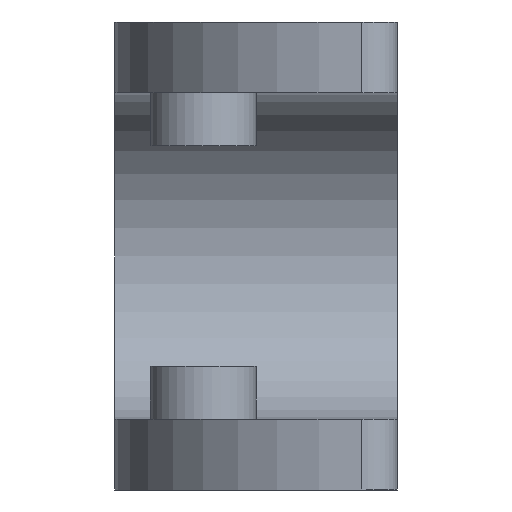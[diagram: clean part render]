
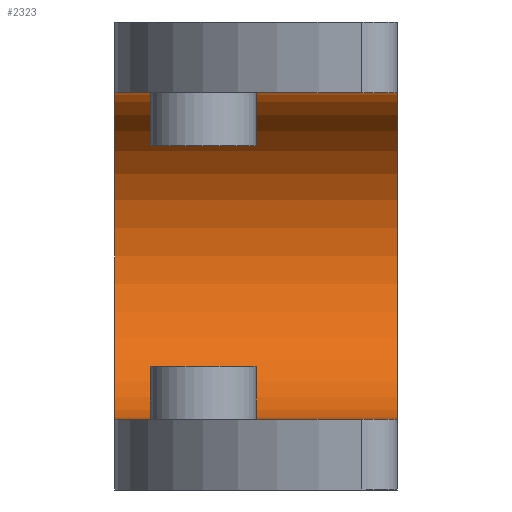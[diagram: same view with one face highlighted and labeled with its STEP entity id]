
A CAD part, front view. The second image highlights one B-rep face of the part: STEP entity #2323.
In plain terms, the highlighted cylindrical face has radius 9.25 mm (diameter 18.5 mm), a partial arc.
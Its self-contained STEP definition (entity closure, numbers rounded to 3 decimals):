
#273=LINE('',#4056,#502);
#281=LINE('',#4143,#510);
#502=VECTOR('',#2860,16.);
#510=VECTOR('',#2894,16.);
#617=CYLINDRICAL_SURFACE('',#2440,9.25);
#741=FACE_OUTER_BOUND('',#886,.T.);
#886=EDGE_LOOP('',(#2087,#2088,#2089,#2090));
#908=CIRCLE('',#2433,9.25);
#912=CIRCLE('',#2441,9.25);
#1119=VERTEX_POINT('',#4053);
#1120=VERTEX_POINT('',#4055);
#1131=VERTEX_POINT('',#4128);
#1134=VERTEX_POINT('',#4141);
#1435=EDGE_CURVE('',#1119,#1120,#273,.T.);
#1450=EDGE_CURVE('',#1119,#1131,#908,.T.);
#1457=EDGE_CURVE('',#1131,#1134,#281,.T.);
#1458=EDGE_CURVE('',#1120,#1134,#912,.T.);
#2087=ORIENTED_EDGE('',*,*,#1450,.T.);
#2088=ORIENTED_EDGE('',*,*,#1457,.T.);
#2089=ORIENTED_EDGE('',*,*,#1458,.F.);
#2090=ORIENTED_EDGE('',*,*,#1435,.F.);
#2323=ADVANCED_FACE('',(#741),#617,.F.);
#2433=AXIS2_PLACEMENT_3D('',#4130,#2877,#2878);
#2440=AXIS2_PLACEMENT_3D('',#4144,#2895,#2896);
#2441=AXIS2_PLACEMENT_3D('',#4145,#2897,#2898);
#2860=DIRECTION('',(1.,0.,0.));
#2877=DIRECTION('center_axis',(-1.,0.,0.));
#2878=DIRECTION('ref_axis',(0.,0.,1.));
#2894=DIRECTION('',(1.,0.,0.));
#2895=DIRECTION('center_axis',(1.,0.,0.));
#2896=DIRECTION('ref_axis',(0.,0.,1.));
#2897=DIRECTION('center_axis',(-1.,0.,0.));
#2898=DIRECTION('ref_axis',(0.,0.,1.));
#4053=CARTESIAN_POINT('',(0.,21.,22.5));
#4055=CARTESIAN_POINT('',(16.,21.,22.5));
#4056=CARTESIAN_POINT('',(0.,21.,22.5));
#4128=CARTESIAN_POINT('',(0.,21.,4.));
#4130=CARTESIAN_POINT('Origin',(0.,21.,13.25));
#4141=CARTESIAN_POINT('',(16.,21.,4.));
#4143=CARTESIAN_POINT('',(0.,21.,4.));
#4144=CARTESIAN_POINT('Origin',(0.,21.,13.25));
#4145=CARTESIAN_POINT('Origin',(16.,21.,13.25));
